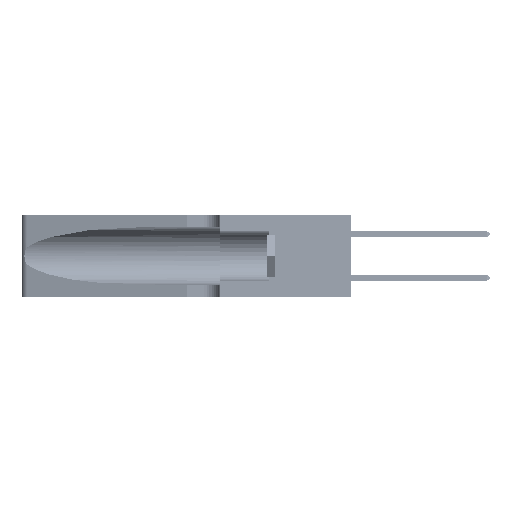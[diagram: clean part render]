
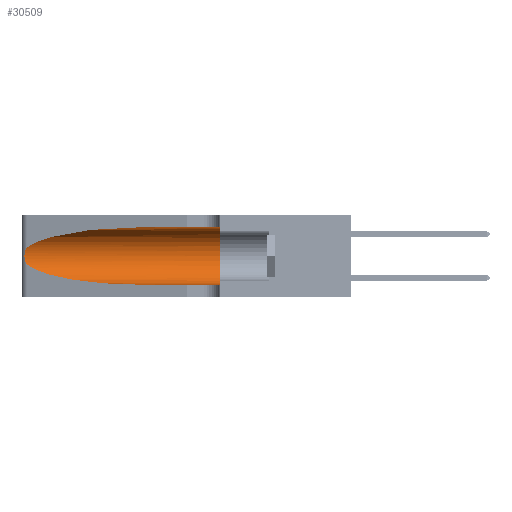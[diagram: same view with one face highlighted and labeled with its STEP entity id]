
A CAD part, left-side view. The second image highlights one B-rep face of the part: STEP entity #30509.
In plain terms, the highlighted cylindrical face has radius 3.308 mm (diameter 6.617 mm), a partial arc.
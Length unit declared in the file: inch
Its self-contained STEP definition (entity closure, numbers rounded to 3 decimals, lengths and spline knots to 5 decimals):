
#241 = VECTOR ( 'NONE', #20558, 39.37008 ) ;
#1469 = CARTESIAN_POINT ( 'NONE',  ( 0.1305, 0.72297, 0.05475 ) ) ;
#1494 = VERTEX_POINT ( 'NONE', #13231 ) ;
#2007 = CARTESIAN_POINT ( 'NONE',  ( 0.26018, 1.23835, 0.19895 ) ) ;
#3354 = EDGE_CURVE ( 'NONE', #36356, #19010, #22590, .T. ) ;
#5645 = CARTESIAN_POINT ( 'NONE',  ( 0.25487, 1.22718, 0.14631 ) ) ;
#6102 = CYLINDRICAL_SURFACE ( 'NONE', #6121, 0.13025 ) ;
#6121 = AXIS2_PLACEMENT_3D ( 'NONE', #23754, #27943, #32143 ) ;
#6236 = CARTESIAN_POINT ( 'NONE',  ( 0.26075, 1.23896, 0.178 ) ) ;
#6816 = CARTESIAN_POINT ( 'NONE',  ( 0.1305, 0.72297, 0.05475 ) ) ;
#8196 = VECTOR ( 'NONE', #50193, 39.37008 ) ;
#8366 = CARTESIAN_POINT ( 'NONE',  ( 0.1305, 0.35, 0.185 ) ) ;
#9487 = CARTESIAN_POINT ( 'NONE',  ( 0.1305, 0.35, 0.05475 ) ) ;
#10461 = CARTESIAN_POINT ( 'NONE',  ( 0.25856, 1.23593, 0.16098 ) ) ;
#12129 = CARTESIAN_POINT ( 'NONE',  ( 0.1305, 1.61858, 0.05475 ) ) ;
#12575 = DIRECTION ( 'NONE',  ( 0., 0., 1. ) ) ;
#13231 = CARTESIAN_POINT ( 'NONE',  ( 0.1305, 0.72297, 0.31525 ) ) ;
#14491 = CARTESIAN_POINT ( 'NONE',  ( 0.25555, 1.22994, 0.2215 ) ) ;
#14666 = CARTESIAN_POINT ( 'NONE',  ( 0.25639, 1.23186, 0.15144 ) ) ;
#17028 = VERTEX_POINT ( 'NONE', #5645 ) ;
#17237 =( BOUNDED_CURVE ( )  B_SPLINE_CURVE ( 3, ( #48293, #23438, #52620, #27793 ),
 .UNSPECIFIED., .F., .F. ) 
 B_SPLINE_CURVE_WITH_KNOTS ( ( 4, 4 ),
 ( 1.5708, 2.84003 ),
 .UNSPECIFIED. ) 
 CURVE ( )  GEOMETRIC_REPRESENTATION_ITEM ( )  RATIONAL_B_SPLINE_CURVE ( ( 1., 0.87, 0.87, 1. ) ) 
 REPRESENTATION_ITEM ( '' )  );
#18452 = EDGE_CURVE ( 'NONE', #41989, #17028, #27005, .T. ) ;
#18898 = CARTESIAN_POINT ( 'NONE',  ( 0.25487, 1.22718, 0.14631 ) ) ;
#19010 = VERTEX_POINT ( 'NONE', #9487 ) ;
#20465 = EDGE_CURVE ( 'NONE', #1494, #41989, #17237, .T. ) ;
#20558 = DIRECTION ( 'NONE',  ( 0., -1., 0. ) ) ;
#20696 = ORIENTED_EDGE ( 'NONE', *, *, #28641, .F. ) ;
#22590 = LINE ( 'NONE', #12129, #241 ) ;
#22946 = CARTESIAN_POINT ( 'NONE',  ( 0.25639, 1.23184, 0.21858 ) ) ;
#23438 = CARTESIAN_POINT ( 'NONE',  ( 0.18966, 0.96281, 0.31525 ) ) ;
#23543 = CARTESIAN_POINT ( 'NONE',  ( 0.2373, 1.15595, 0.08982 ) ) ;
#23754 = CARTESIAN_POINT ( 'NONE',  ( 0.1305, 1.61858, 0.185 ) ) ;
#27005 = B_SPLINE_CURVE_WITH_KNOTS ( 'NONE', 3,
 ( #43689, #14491, #22946, #51976, #27149, #2007, #31340, #6236, #35496, #10461, #39660, #14666, #43855, #18898 ),
 .UNSPECIFIED., .F., .F.,
 ( 4, 2, 2, 2, 2, 2, 4 ),
 ( 0., 0.00027, 0.00053, 0.00107, 0.0016, 0.00187, 0.00214 ),
 .UNSPECIFIED. ) ;
#27149 = CARTESIAN_POINT ( 'NONE',  ( 0.25854, 1.2359, 0.20912 ) ) ;
#27253 = AXIS2_PLACEMENT_3D ( 'NONE', #8366, #37594, #12575 ) ;
#27728 = CARTESIAN_POINT ( 'NONE',  ( 0.25487, 1.22718, 0.14631 ) ) ;
#27793 = CARTESIAN_POINT ( 'NONE',  ( 0.25487, 1.22718, 0.22369 ) ) ;
#27943 = DIRECTION ( 'NONE',  ( 0., -1., 0. ) ) ;
#28499 = VERTEX_POINT ( 'NONE', #35903 ) ;
#28515 = EDGE_CURVE ( 'NONE', #17028, #36356, #32684, .T. ) ;
#28641 = EDGE_CURVE ( 'NONE', #1494, #28499, #30488, .T. ) ;
#30488 = LINE ( 'NONE', #37710, #8196 ) ;
#30509 = ADVANCED_FACE ( 'NONE', ( #47871 ), #6102, .F. ) ;
#31340 = CARTESIAN_POINT ( 'NONE',  ( 0.26075, 1.23896, 0.19203 ) ) ;
#31932 = CARTESIAN_POINT ( 'NONE',  ( 0.18966, 0.96281, 0.05475 ) ) ;
#32081 = EDGE_CURVE ( 'NONE', #28499, #19010, #49845, .T. ) ;
#32143 = DIRECTION ( 'NONE',  ( 0., 0., -1. ) ) ;
#32684 =( BOUNDED_CURVE ( )  B_SPLINE_CURVE ( 3, ( #27728, #23543, #31932, #6816 ),
 .UNSPECIFIED., .F., .F. ) 
 B_SPLINE_CURVE_WITH_KNOTS ( ( 4, 4 ),
 ( 3.44316, 4.71239 ),
 .UNSPECIFIED. ) 
 CURVE ( )  GEOMETRIC_REPRESENTATION_ITEM ( )  RATIONAL_B_SPLINE_CURVE ( ( 1., 0.87, 0.87, 1. ) ) 
 REPRESENTATION_ITEM ( '' )  );
#34281 = ORIENTED_EDGE ( 'NONE', *, *, #3354, .T. ) ;
#35496 = CARTESIAN_POINT ( 'NONE',  ( 0.26017, 1.23833, 0.17102 ) ) ;
#35903 = CARTESIAN_POINT ( 'NONE',  ( 0.1305, 0.35, 0.31525 ) ) ;
#36356 = VERTEX_POINT ( 'NONE', #1469 ) ;
#36786 = EDGE_LOOP ( 'NONE', ( #43233, #47124, #40041, #34281, #41538, #20696 ) ) ;
#37594 = DIRECTION ( 'NONE',  ( 0., 1., 0. ) ) ;
#37710 = CARTESIAN_POINT ( 'NONE',  ( 0.1305, 1.61858, 0.31525 ) ) ;
#39660 = CARTESIAN_POINT ( 'NONE',  ( 0.25789, 1.23486, 0.15765 ) ) ;
#40041 = ORIENTED_EDGE ( 'NONE', *, *, #28515, .T. ) ;
#41538 = ORIENTED_EDGE ( 'NONE', *, *, #32081, .F. ) ;
#41989 = VERTEX_POINT ( 'NONE', #45284 ) ;
#43233 = ORIENTED_EDGE ( 'NONE', *, *, #20465, .T. ) ;
#43689 = CARTESIAN_POINT ( 'NONE',  ( 0.25487, 1.22718, 0.22369 ) ) ;
#43855 = CARTESIAN_POINT ( 'NONE',  ( 0.25555, 1.22993, 0.14849 ) ) ;
#45284 = CARTESIAN_POINT ( 'NONE',  ( 0.25487, 1.22718, 0.22369 ) ) ;
#47124 = ORIENTED_EDGE ( 'NONE', *, *, #18452, .T. ) ;
#47871 = FACE_OUTER_BOUND ( 'NONE', #36786, .T. ) ;
#48293 = CARTESIAN_POINT ( 'NONE',  ( 0.1305, 0.72297, 0.31525 ) ) ;
#49845 = CIRCLE ( 'NONE', #27253, 0.13025 ) ;
#50193 = DIRECTION ( 'NONE',  ( 0., -1., 0. ) ) ;
#51976 = CARTESIAN_POINT ( 'NONE',  ( 0.25787, 1.23484, 0.2124 ) ) ;
#52620 = CARTESIAN_POINT ( 'NONE',  ( 0.2373, 1.15595, 0.28018 ) ) ;
